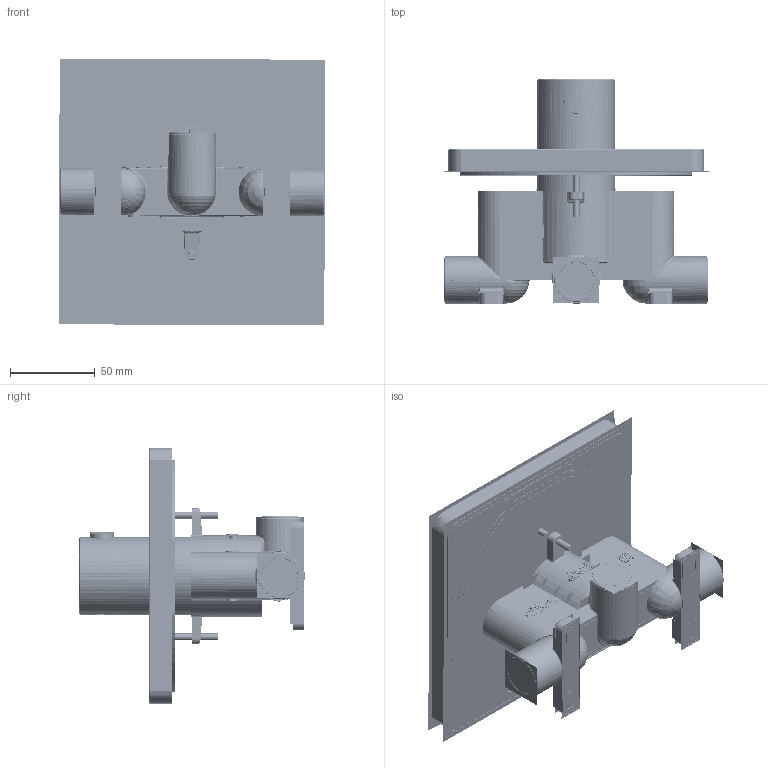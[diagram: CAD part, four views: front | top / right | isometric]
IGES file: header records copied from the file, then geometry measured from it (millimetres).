
Start section:  PTC IGES file: 0930.igs
Global section: file name: 0930.igs; native system: Creo Parametric by PTC Inc.; preprocessor: 2014440; author: 10114277; organization: Unknown; date: 20170418.181837; units: millimetre
Bounding box: 157.57 x 133.42 x 157.57 mm (x, y, z)
Volume: 1112643.4 mm3; surface area: 3703170.6 mm2
Topology: 15 solids, 15 shells, 4634 faces, 30544 edges, 43503 vertices
Faces by surface type: bspline 2664, revolution 1968, extrusion 2
